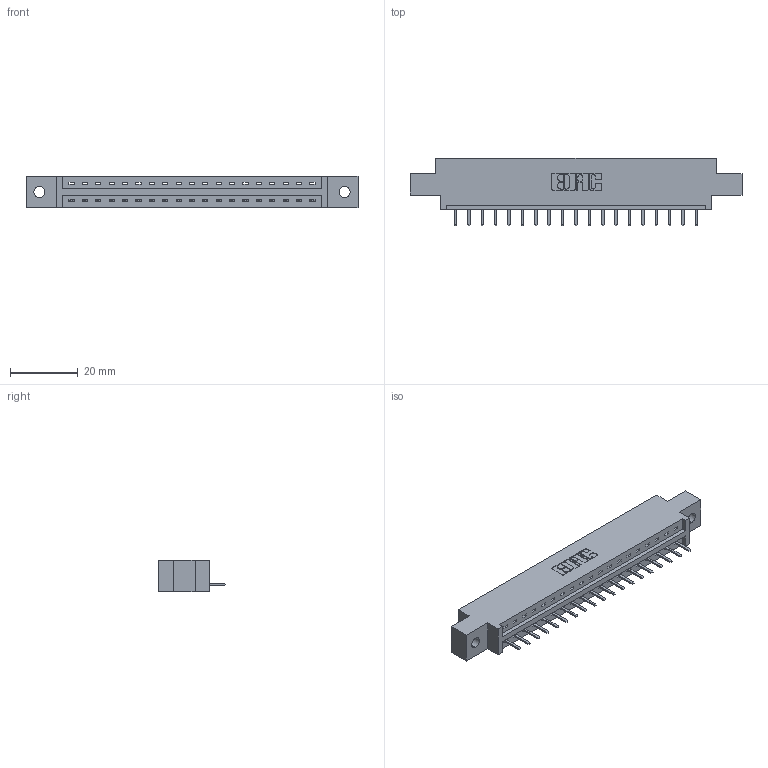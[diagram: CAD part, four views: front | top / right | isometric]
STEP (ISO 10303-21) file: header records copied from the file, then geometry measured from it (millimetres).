
FILE_DESCRIPTION (( 'STEP AP203' ), '1' );
FILE_NAME ('387-019-520-602.STEP', '2018-09-13T03:13:11', ( '' ), ( '' ), 'SwSTEP 2.0', 'SolidWorks 2016', '' );
FILE_SCHEMA (( 'CONFIG_CONTROL_DESIGN' ));
Length unit declared in the file: inch
Products named in the file (3): 387-019-520-602; 337 Part_0.170 Offset - 0.128 Dia; 345-292-001_345-293-120
Assembly tree (20 placements, depth 2):
  387-019-520-602
    337 Part_0.170 Offset - 0.128 Dia
    345-292-001_345-293-120  x19
Bounding box: 98.3 x 20.02 x 9.4 mm (x, y, z)
Volume: 9719.8 mm3; surface area: 9546.1 mm2
Topology: 20 solids, 20 shells, 1372 faces, 4047 edges, 2646 vertices
Faces by surface type: plane 986, cylinder 386
Entity records: 17347 total; most frequent: CARTESIAN_POINT 3039, ORIENTED_EDGE 2982, DIRECTION 2593, EDGE_CURVE 1491, VECTOR 1359, LINE 1359, VERTEX_POINT 990, AXIS2_PLACEMENT_3D 617
